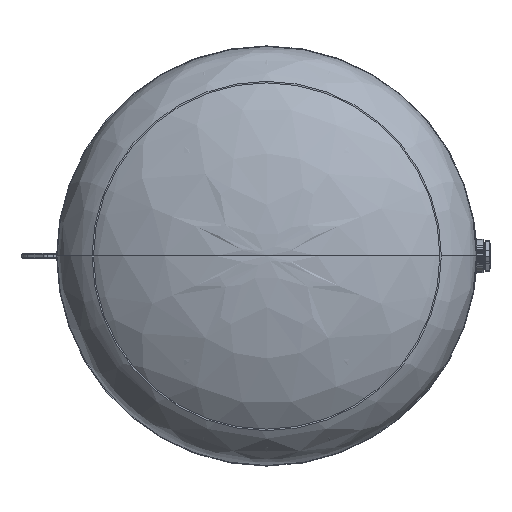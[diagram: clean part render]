
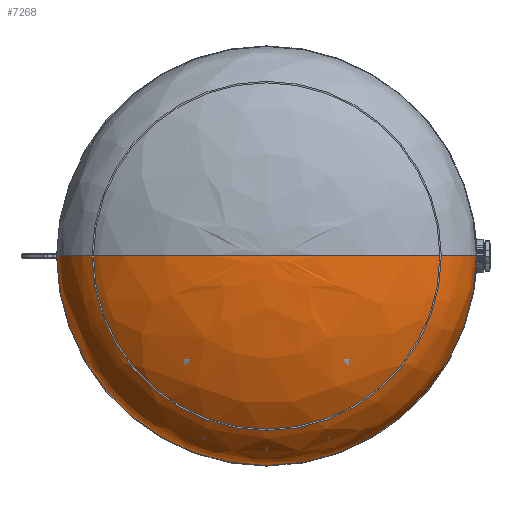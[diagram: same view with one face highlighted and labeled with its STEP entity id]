
A CAD part, left-side view. The second image highlights one B-rep face of the part: STEP entity #7268.
In plain terms, the highlighted free-form (B-spline) face has degree [3, 3] with [4, 4] control points.
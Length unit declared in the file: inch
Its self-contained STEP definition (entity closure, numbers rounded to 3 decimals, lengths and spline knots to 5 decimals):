
#1607 = CARTESIAN_POINT ( 'NONE',  ( -18., 0.822, 36. ) ) ;
#1738 = CIRCLE ( 'NONE', #5912, 18. ) ;
#1844 =( BOUNDED_CURVE ( )  B_SPLINE_CURVE ( 3, ( #2826, #13430, #11262, #8209 ),
 .UNSPECIFIED., .F., .T. ) 
 B_SPLINE_CURVE_WITH_KNOTS ( ( 4, 4 ),
 ( 4.71239, 6.28319 ),
 .UNSPECIFIED. ) 
 CURVE ( )  GEOMETRIC_REPRESENTATION_ITEM ( )  RATIONAL_B_SPLINE_CURVE ( ( 1., 0.805, 0.805, 1. ) ) 
 REPRESENTATION_ITEM ( '' )  );
#2040 = CARTESIAN_POINT ( 'NONE',  ( -18., 0.822, 0. ) ) ;
#2107 = CARTESIAN_POINT ( 'NONE',  ( 0., 0.822, 18. ) ) ;
#2245 = ORIENTED_EDGE ( 'NONE', *, *, #7646, .F. ) ;
#2431 = DIRECTION ( 'NONE',  ( 0., 0., -1. ) ) ;
#2508 = ORIENTED_EDGE ( 'NONE', *, *, #4434, .F. ) ;
#2718 = CARTESIAN_POINT ( 'NONE',  ( -10.54416, 9.91, 0. ) ) ;
#2826 = CARTESIAN_POINT ( 'NONE',  ( 0., 9.91, 0. ) ) ;
#3324 = ORIENTED_EDGE ( 'NONE', *, *, #12757, .F. ) ;
#3533 = CARTESIAN_POINT ( 'NONE',  ( 18., 0.822, 0. ) ) ;
#3814 = CARTESIAN_POINT ( 'NONE',  ( 18., 6.14563, 36. ) ) ;
#3972 = CARTESIAN_POINT ( 'NONE',  ( 0., 9.91, 0. ) ) ;
#4434 = EDGE_CURVE ( 'NONE', #13652, #12598, #1844, .T. ) ;
#4667 = CARTESIAN_POINT ( 'NONE',  ( 0., 0.822, 0. ) ) ;
#4688 = VERTEX_POINT ( 'NONE', #2040 ) ;
#4849 = CARTESIAN_POINT ( 'NONE',  ( 10.54416, 9.91, 0. ) ) ;
#5080 = CARTESIAN_POINT ( 'NONE',  ( -10.54416, 9.91, 0. ) ) ;
#5332 = EDGE_LOOP ( 'NONE', ( #2508, #6386, #2245, #3324 ) ) ;
#5658 = CARTESIAN_POINT ( 'NONE',  ( 10.54416, 9.91, 21.08831 ) ) ;
#5880 = CARTESIAN_POINT ( 'NONE',  ( -18., 0.822, 0. ) ) ;
#5912 = AXIS2_PLACEMENT_3D ( 'NONE', #11691, #8500, #2431 ) ;
#6048 = CARTESIAN_POINT ( 'NONE',  ( -18., 6.14563, 0. ) ) ;
#6072 =( BOUNDED_SURFACE ( )  B_SPLINE_SURFACE ( 3, 3, ( 
 ( #12448, #3972, #9232, #13489 ),
 ( #4849, #5658, #11085, #2718 ),
 ( #7887, #3814, #9899, #9078 ),
 ( #3533, #8031, #1607, #5880 ) ),
 .UNSPECIFIED., .F., .F., .T. ) 
 B_SPLINE_SURFACE_WITH_KNOTS ( ( 4, 4 ),
 ( 4, 4 ),
 ( 0., 1. ),
 ( 0., 1. ),
 .UNSPECIFIED. ) 
 GEOMETRIC_REPRESENTATION_ITEM ( )  RATIONAL_B_SPLINE_SURFACE ( (
 ( 1., 0.333, 0.333, 1.),
 ( 0.805, 0.268, 0.268, 0.805),
 ( 0.805, 0.268, 0.268, 0.805),
 ( 1., 0.333, 0.333, 1.) ) ) 
 REPRESENTATION_ITEM ( '' )  SURFACE ( )  );
#6172 = CARTESIAN_POINT ( 'NONE',  ( 0., 9.91, 0. ) ) ;
#6373 = CARTESIAN_POINT ( 'NONE',  ( 18., 0.822, 0. ) ) ;
#6386 = ORIENTED_EDGE ( 'NONE', *, *, #8738, .T. ) ;
#7268 = ADVANCED_FACE ( 'NONE', ( #8198 ), #6072, .F. ) ;
#7646 = EDGE_CURVE ( 'NONE', #8516, #4688, #8774, .T. ) ;
#7887 = CARTESIAN_POINT ( 'NONE',  ( 18., 6.14563, 0. ) ) ;
#8031 = CARTESIAN_POINT ( 'NONE',  ( 18., 0.822, 36. ) ) ;
#8198 = FACE_OUTER_BOUND ( 'NONE', #5332, .T. ) ;
#8209 = CARTESIAN_POINT ( 'NONE',  ( 18., 0.822, 0. ) ) ;
#8500 = DIRECTION ( 'NONE',  ( 0., -1., 0. ) ) ;
#8516 = VERTEX_POINT ( 'NONE', #2107 ) ;
#8738 = EDGE_CURVE ( 'NONE', #13652, #4688, #10407, .T. ) ;
#8774 = CIRCLE ( 'NONE', #10539, 18. ) ;
#9078 = CARTESIAN_POINT ( 'NONE',  ( -18., 6.14563, 0. ) ) ;
#9232 = CARTESIAN_POINT ( 'NONE',  ( 0., 9.91, 0. ) ) ;
#9899 = CARTESIAN_POINT ( 'NONE',  ( -18., 6.14563, 36. ) ) ;
#10407 =( BOUNDED_CURVE ( )  B_SPLINE_CURVE ( 3, ( #11454, #5080, #6048, #13500 ),
 .UNSPECIFIED., .F., .T. ) 
 B_SPLINE_CURVE_WITH_KNOTS ( ( 4, 4 ),
 ( 4.71239, 6.28319 ),
 .UNSPECIFIED. ) 
 CURVE ( )  GEOMETRIC_REPRESENTATION_ITEM ( )  RATIONAL_B_SPLINE_CURVE ( ( 1., 0.805, 0.805, 1. ) ) 
 REPRESENTATION_ITEM ( '' )  );
#10539 = AXIS2_PLACEMENT_3D ( 'NONE', #4667, #10698, #13016 ) ;
#10698 = DIRECTION ( 'NONE',  ( 0., -1., 0. ) ) ;
#11085 = CARTESIAN_POINT ( 'NONE',  ( -10.54416, 9.91, 21.08831 ) ) ;
#11262 = CARTESIAN_POINT ( 'NONE',  ( 18., 6.14563, 0. ) ) ;
#11454 = CARTESIAN_POINT ( 'NONE',  ( 0., 9.91, 0. ) ) ;
#11691 = CARTESIAN_POINT ( 'NONE',  ( 0., 0.822, 0. ) ) ;
#12448 = CARTESIAN_POINT ( 'NONE',  ( 0., 9.91, 0. ) ) ;
#12598 = VERTEX_POINT ( 'NONE', #6373 ) ;
#12757 = EDGE_CURVE ( 'NONE', #12598, #8516, #1738, .T. ) ;
#13016 = DIRECTION ( 'NONE',  ( 0., 0., -1. ) ) ;
#13430 = CARTESIAN_POINT ( 'NONE',  ( 10.54416, 9.91, 0. ) ) ;
#13489 = CARTESIAN_POINT ( 'NONE',  ( 0., 9.91, 0. ) ) ;
#13500 = CARTESIAN_POINT ( 'NONE',  ( -18., 0.822, 0. ) ) ;
#13652 = VERTEX_POINT ( 'NONE', #6172 ) ;
